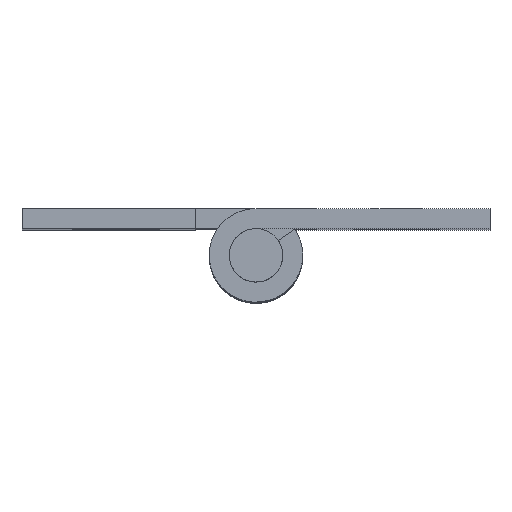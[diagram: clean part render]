
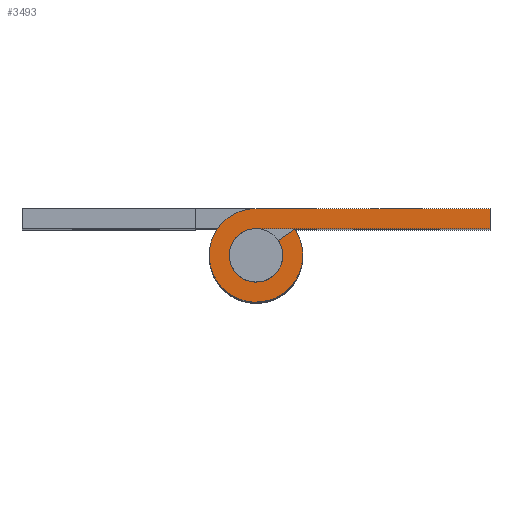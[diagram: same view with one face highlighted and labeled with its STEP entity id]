
A CAD part, top view. The second image highlights one B-rep face of the part: STEP entity #3493.
In plain terms, the highlighted free-form (B-spline) face has degree [1, 1] with [2, 2] control points.
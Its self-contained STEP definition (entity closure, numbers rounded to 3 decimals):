
#3416=CARTESIAN_POINT('',(-4.548,-3.847,60.0));
#3417=CARTESIAN_POINT('',(18.549,-3.847,60.0));
#3418=CARTESIAN_POINT('',(-4.548,3.85,60.0));
#3419=CARTESIAN_POINT('',(18.549,3.85,60.0));
#3420=B_SPLINE_SURFACE_WITH_KNOTS('',1,1,((#3416,#3418),(#3417,#3419)),.UNSPECIFIED.,.F.,.F.,.U.,(2,2),(2,2),(0.0,23.097),(0.0,7.696),.UNSPECIFIED.);
#3421=CARTESIAN_POINT('',(1.661,1.114,60.0));
#3422=VERTEX_POINT('',#3421);
#3423=CARTESIAN_POINT('',(0.0,2.0,60.0));
#3424=VERTEX_POINT('',#3423);
#3425=CARTESIAN_POINT('',(1.661,1.114,60.0));
#3426=CARTESIAN_POINT('',(2.531,-0.182,60.));
#3427=CARTESIAN_POINT('',(1.484,-1.341,60.0));
#3428=CARTESIAN_POINT('',(0.437,-2.5,60.));
#3429=CARTESIAN_POINT('',(-0.941,-1.765,60.0));
#3430=CARTESIAN_POINT('',(-2.319,-1.03,60.));
#3431=CARTESIAN_POINT('',(-1.94,0.485,60.0));
#3432=CARTESIAN_POINT('',(-1.562,2.,60.));
#3433=CARTESIAN_POINT('',(0.0,2.0,60.0));
#3441=(BOUNDED_CURVE()B_SPLINE_CURVE(2,(#3425,#3426,#3427,#3428,#3429,#3430,#3431,#3432,#3433),.UNSPECIFIED.,.F.,.U.)B_SPLINE_CURVE_WITH_KNOTS((3,2,2,2,3),(0.0,0.25,0.5,0.75,1.0),.UNSPECIFIED.)CURVE()GEOMETRIC_REPRESENTATION_ITEM()RATIONAL_B_SPLINE_CURVE((1.0,0.788,1.0,0.788,1.0,0.788,1.0,0.788,1.0))REPRESENTATION_ITEM(''));
#3442=EDGE_CURVE('',#3422,#3424,#3441,.T.);
#3443=ORIENTED_EDGE('',*,*,#3442,.T.);
#3444=CARTESIAN_POINT('',(17.5,2.0,60.0));
#3445=VERTEX_POINT('',#3444);
#3446=CARTESIAN_POINT('',(0.0,2.0,60.0));
#3447=CARTESIAN_POINT('',(17.5,2.0,60.0));
#3448=QUASI_UNIFORM_CURVE('',1,(#3446,#3447),.UNSPECIFIED.,.F.,.U.);
#3449=EDGE_CURVE('',#3424,#3445,#3448,.T.);
#3450=ORIENTED_EDGE('',*,*,#3449,.T.);
#3451=CARTESIAN_POINT('',(17.5,3.5,60.0));
#3452=VERTEX_POINT('',#3451);
#3453=CARTESIAN_POINT('',(17.5,2.0,60.0));
#3454=CARTESIAN_POINT('',(17.5,3.5,60.0));
#3455=QUASI_UNIFORM_CURVE('',1,(#3453,#3454),.UNSPECIFIED.,.F.,.U.);
#3456=EDGE_CURVE('',#3445,#3452,#3455,.T.);
#3457=ORIENTED_EDGE('',*,*,#3456,.T.);
#3458=CARTESIAN_POINT('',(0.0,3.5,60.0));
#3459=VERTEX_POINT('',#3458);
#3460=CARTESIAN_POINT('',(17.5,3.5,60.0));
#3461=CARTESIAN_POINT('',(0.0,3.5,60.0));
#3462=QUASI_UNIFORM_CURVE('',1,(#3460,#3461),.UNSPECIFIED.,.F.,.U.);
#3463=EDGE_CURVE('',#3452,#3459,#3462,.T.);
#3464=ORIENTED_EDGE('',*,*,#3463,.T.);
#3465=CARTESIAN_POINT('',(2.906,1.95,60.0));
#3466=VERTEX_POINT('',#3465);
#3467=CARTESIAN_POINT('',(2.906,1.95,60.0));
#3468=CARTESIAN_POINT('',(4.429,-0.319,60.));
#3469=CARTESIAN_POINT('',(2.597,-2.347,60.0));
#3470=CARTESIAN_POINT('',(0.764,-4.374,60.));
#3471=CARTESIAN_POINT('',(-1.647,-3.088,60.0));
#3472=CARTESIAN_POINT('',(-4.058,-1.802,60.));
#3473=CARTESIAN_POINT('',(-3.396,0.849,60.0));
#3474=CARTESIAN_POINT('',(-2.733,3.5,60.));
#3475=CARTESIAN_POINT('',(0.0,3.5,60.0));
#3483=(BOUNDED_CURVE()B_SPLINE_CURVE(2,(#3467,#3468,#3469,#3470,#3471,#3472,#3473,#3474,#3475),.UNSPECIFIED.,.F.,.U.)B_SPLINE_CURVE_WITH_KNOTS((3,2,2,2,3),(0.0,0.25,0.5,0.75,1.0),.UNSPECIFIED.)CURVE()GEOMETRIC_REPRESENTATION_ITEM()RATIONAL_B_SPLINE_CURVE((1.0,0.788,1.0,0.788,1.0,0.788,1.0,0.788,1.0))REPRESENTATION_ITEM(''));
#3484=EDGE_CURVE('',#3466,#3459,#3483,.T.);
#3485=ORIENTED_EDGE('',*,*,#3484,.F.);
#3486=CARTESIAN_POINT('',(2.906,1.95,60.0));
#3487=CARTESIAN_POINT('',(1.661,1.114,60.0));
#3488=QUASI_UNIFORM_CURVE('',1,(#3486,#3487),.UNSPECIFIED.,.F.,.U.);
#3489=EDGE_CURVE('',#3466,#3422,#3488,.T.);
#3490=ORIENTED_EDGE('',*,*,#3489,.T.);
#3491=EDGE_LOOP('',(#3443,#3450,#3457,#3464,#3485,#3490));
#3492=FACE_OUTER_BOUND('',#3491,.T.);
#3493=ADVANCED_FACE('',(#3492),#3420,.T.);
